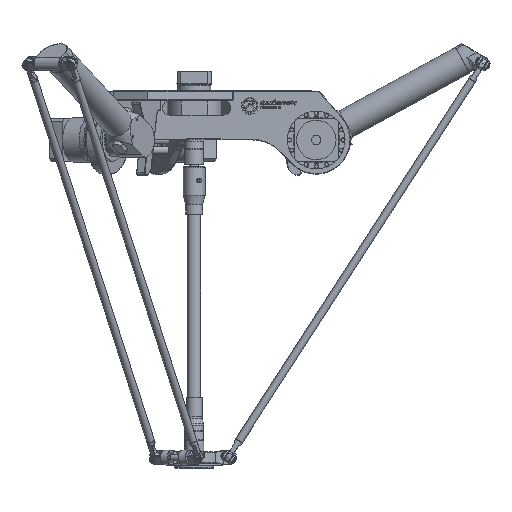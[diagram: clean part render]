
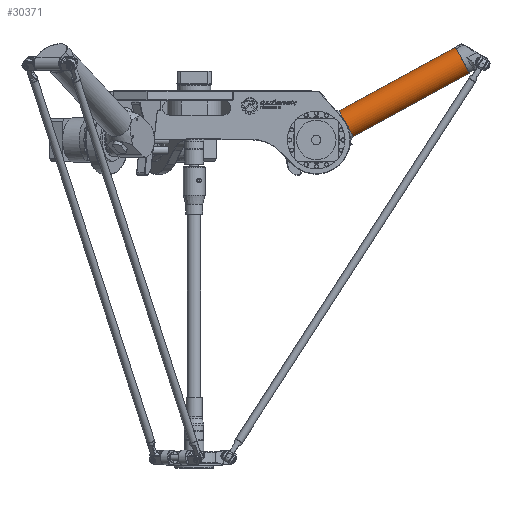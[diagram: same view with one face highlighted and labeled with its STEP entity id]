
A CAD part, front view. The second image highlights one B-rep face of the part: STEP entity #30371.
In plain terms, the highlighted cylindrical face has radius 30 mm (diameter 60 mm), a full revolution.
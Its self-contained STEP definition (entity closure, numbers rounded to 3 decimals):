
#1109=FACE_BOUND('',#7137,.T.);
#2418=CIRCLE('',#33415,30.);
#2452=CIRCLE('',#33483,30.);
#2453=CIRCLE('',#33484,30.);
#3240=CYLINDRICAL_SURFACE('',#33482,30.);
#4745=FACE_OUTER_BOUND('',#7136,.T.);
#7136=EDGE_LOOP('',(#25225));
#7137=EDGE_LOOP('',(#25226,#25227));
#14559=VERTEX_POINT('',#56749);
#14593=VERTEX_POINT('',#56855);
#14594=VERTEX_POINT('',#56856);
#18223=EDGE_CURVE('',#14559,#14559,#2418,.T.);
#18261=EDGE_CURVE('',#14593,#14594,#2452,.T.);
#18262=EDGE_CURVE('',#14594,#14593,#2453,.T.);
#25225=ORIENTED_EDGE('',*,*,#18223,.T.);
#25226=ORIENTED_EDGE('',*,*,#18261,.T.);
#25227=ORIENTED_EDGE('',*,*,#18262,.T.);
#30371=ADVANCED_FACE('',(#4745,#1109),#3240,.T.);
#33415=AXIS2_PLACEMENT_3D('',#56750,#40852,#40853);
#33482=AXIS2_PLACEMENT_3D('',#56854,#40990,#40991);
#33483=AXIS2_PLACEMENT_3D('',#56857,#40992,#40993);
#33484=AXIS2_PLACEMENT_3D('',#56858,#40994,#40995);
#40852=DIRECTION('center_axis',(0.,0.,-1.));
#40853=DIRECTION('ref_axis',(-1.,0.,0.));
#40990=DIRECTION('center_axis',(0.,0.,1.));
#40991=DIRECTION('ref_axis',(-1.,0.,0.));
#40992=DIRECTION('center_axis',(0.,0.,1.));
#40993=DIRECTION('ref_axis',(-1.,0.,0.));
#40994=DIRECTION('center_axis',(0.,0.,1.));
#40995=DIRECTION('ref_axis',(-1.,0.,0.));
#56749=CARTESIAN_POINT('',(0.,-30.,201.069));
#56750=CARTESIAN_POINT('Origin',(0.,0.,201.069));
#56854=CARTESIAN_POINT('Origin',(0.,0.,0.));
#56855=CARTESIAN_POINT('',(-30.,0.,-70.));
#56856=CARTESIAN_POINT('',(30.,0.,-70.));
#56857=CARTESIAN_POINT('Origin',(0.,0.,-70.));
#56858=CARTESIAN_POINT('Origin',(0.,0.,-70.));
